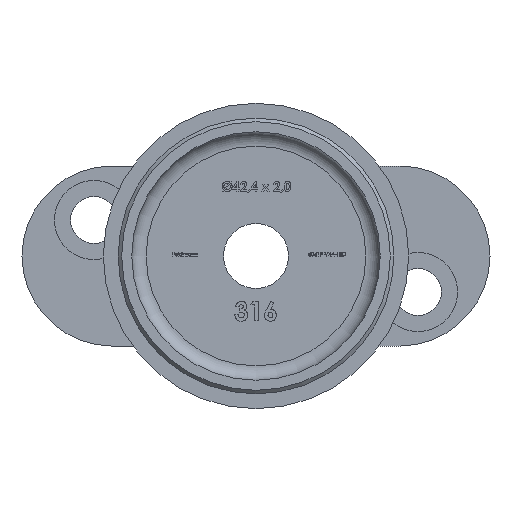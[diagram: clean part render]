
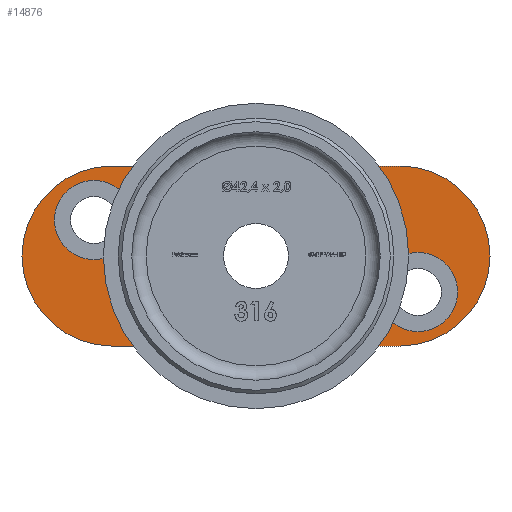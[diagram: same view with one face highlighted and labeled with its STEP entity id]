
A CAD part, front view. The second image highlights one B-rep face of the part: STEP entity #14876.
In plain terms, the highlighted planar face has unit normal (0, -1, 0).
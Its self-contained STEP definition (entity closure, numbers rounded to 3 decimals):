
#482 = VERTEX_POINT ( 'NONE', #21200 ) ;
#515 = DIRECTION ( 'NONE',  ( 0., 0., 1. ) ) ;
#758 = VECTOR ( 'NONE', #15431, 1000. ) ;
#812 = CARTESIAN_POINT ( 'NONE',  ( 0., -2.5, -32.5 ) ) ;
#1001 = CIRCLE ( 'NONE', #1470, 5.5 ) ;
#1066 = DIRECTION ( 'NONE',  ( 0., -1., 0. ) ) ;
#1136 = CARTESIAN_POINT ( 'NONE',  ( -5., -2.5, -22.5 ) ) ;
#1308 = VERTEX_POINT ( 'NONE', #17768 ) ;
#1470 = AXIS2_PLACEMENT_3D ( 'NONE', #9129, #1066, #14386 ) ;
#1936 = CARTESIAN_POINT ( 'NONE',  ( 0., -2.5, -20. ) ) ;
#1945 = CARTESIAN_POINT ( 'NONE',  ( -5., -2.5, -28. ) ) ;
#2074 = CARTESIAN_POINT ( 'NONE',  ( 0., -2.5, 32.5 ) ) ;
#2665 = DIRECTION ( 'NONE',  ( 0., 0., 1. ) ) ;
#2809 = VERTEX_POINT ( 'NONE', #2074 ) ;
#3119 = PLANE ( 'NONE',  #5451 ) ;
#3630 = CARTESIAN_POINT ( 'NONE',  ( 0., -2.5, 9. ) ) ;
#3702 = DIRECTION ( 'NONE',  ( 0., 0., 1. ) ) ;
#4127 = LINE ( 'NONE', #20763, #21247 ) ;
#4192 = FACE_OUTER_BOUND ( 'NONE', #19514, .T. ) ;
#4876 = ORIENTED_EDGE ( 'NONE', *, *, #5438, .T. ) ;
#5262 = EDGE_LOOP ( 'NONE', ( #6368 ) ) ;
#5407 = CARTESIAN_POINT ( 'NONE',  ( -12.5, -2.5, 32.5 ) ) ;
#5438 = EDGE_CURVE ( 'NONE', #14121, #7276, #13743, .T. ) ;
#5451 = AXIS2_PLACEMENT_3D ( 'NONE', #14759, #6250, #8124 ) ;
#5659 = CIRCLE ( 'NONE', #7068, 12.5 ) ;
#6250 = DIRECTION ( 'NONE',  ( 0., 1., 0. ) ) ;
#6368 = ORIENTED_EDGE ( 'NONE', *, *, #7172, .F. ) ;
#6594 = ORIENTED_EDGE ( 'NONE', *, *, #18237, .T. ) ;
#6991 = ORIENTED_EDGE ( 'NONE', *, *, #12887, .T. ) ;
#7068 = AXIS2_PLACEMENT_3D ( 'NONE', #9645, #21245, #21315 ) ;
#7077 = CARTESIAN_POINT ( 'NONE',  ( 0., -2.5, -20. ) ) ;
#7172 = EDGE_CURVE ( 'NONE', #10723, #10723, #1001, .T. ) ;
#7276 = VERTEX_POINT ( 'NONE', #19435 ) ;
#7945 = EDGE_CURVE ( 'NONE', #20820, #7276, #4127, .T. ) ;
#8087 = CARTESIAN_POINT ( 'NONE',  ( 0., -2.5, 20. ) ) ;
#8124 = DIRECTION ( 'NONE',  ( 0., 0., 1. ) ) ;
#8159 = CIRCLE ( 'NONE', #11726, 12.5 ) ;
#8181 = CIRCLE ( 'NONE', #19024, 12.5 ) ;
#8311 = DIRECTION ( 'NONE',  ( 0., 0., 1. ) ) ;
#8797 = CARTESIAN_POINT ( 'NONE',  ( 12.5, -2.5, 20. ) ) ;
#9048 = EDGE_CURVE ( 'NONE', #20820, #2809, #5659, .T. ) ;
#9129 = CARTESIAN_POINT ( 'NONE',  ( 5., -2.5, 22.5 ) ) ;
#9482 = ORIENTED_EDGE ( 'NONE', *, *, #9048, .T. ) ;
#9645 = CARTESIAN_POINT ( 'NONE',  ( 0., -2.5, 20. ) ) ;
#10723 = VERTEX_POINT ( 'NONE', #11250 ) ;
#10948 = CARTESIAN_POINT ( 'NONE',  ( 0., -2.5, 0. ) ) ;
#11250 = CARTESIAN_POINT ( 'NONE',  ( 5., -2.5, 17. ) ) ;
#11302 = AXIS2_PLACEMENT_3D ( 'NONE', #1136, #17991, #21027 ) ;
#11338 = DIRECTION ( 'NONE',  ( 0., 0., -1. ) ) ;
#11726 = AXIS2_PLACEMENT_3D ( 'NONE', #8087, #19626, #8311 ) ;
#12345 = EDGE_CURVE ( 'NONE', #1308, #482, #14034, .T. ) ;
#12887 = EDGE_CURVE ( 'NONE', #482, #14121, #8181, .T. ) ;
#13502 = CIRCLE ( 'NONE', #14080, 9. ) ;
#13583 = DIRECTION ( 'NONE',  ( 0., -1., 0. ) ) ;
#13682 = CIRCLE ( 'NONE', #11302, 5.5 ) ;
#13743 = CIRCLE ( 'NONE', #19371, 12.5 ) ;
#14034 = LINE ( 'NONE', #5407, #758 ) ;
#14080 = AXIS2_PLACEMENT_3D ( 'NONE', #10948, #21029, #2665 ) ;
#14121 = VERTEX_POINT ( 'NONE', #812 ) ;
#14386 = DIRECTION ( 'NONE',  ( 0., 0., -1. ) ) ;
#14759 = CARTESIAN_POINT ( 'NONE',  ( 12.5, -2.5, 32.5 ) ) ;
#14782 = ORIENTED_EDGE ( 'NONE', *, *, #19484, .F. ) ;
#14876 = ADVANCED_FACE ( 'NONE', ( #18235, #16954, #20541, #4192 ), #3119, .F. ) ;
#15224 = DIRECTION ( 'NONE',  ( 0., -1., 0. ) ) ;
#15261 = EDGE_LOOP ( 'NONE', ( #6594 ) ) ;
#15431 = DIRECTION ( 'NONE',  ( 0., 0., -1. ) ) ;
#16449 = ORIENTED_EDGE ( 'NONE', *, *, #19240, .T. ) ;
#16954 = FACE_BOUND ( 'NONE', #19940, .T. ) ;
#17768 = CARTESIAN_POINT ( 'NONE',  ( -12.5, -2.5, 20. ) ) ;
#17900 = ORIENTED_EDGE ( 'NONE', *, *, #12345, .T. ) ;
#17991 = DIRECTION ( 'NONE',  ( 0., -1., 0. ) ) ;
#18235 = FACE_BOUND ( 'NONE', #15261, .T. ) ;
#18237 = EDGE_CURVE ( 'NONE', #18786, #18786, #13502, .T. ) ;
#18786 = VERTEX_POINT ( 'NONE', #3630 ) ;
#19024 = AXIS2_PLACEMENT_3D ( 'NONE', #1936, #13583, #3702 ) ;
#19240 = EDGE_CURVE ( 'NONE', #2809, #1308, #8159, .T. ) ;
#19371 = AXIS2_PLACEMENT_3D ( 'NONE', #7077, #15224, #515 ) ;
#19435 = CARTESIAN_POINT ( 'NONE',  ( 12.5, -2.5, -20. ) ) ;
#19484 = EDGE_CURVE ( 'NONE', #19530, #19530, #13682, .T. ) ;
#19514 = EDGE_LOOP ( 'NONE', ( #17900, #6991, #4876, #19613, #9482, #16449 ) ) ;
#19530 = VERTEX_POINT ( 'NONE', #1945 ) ;
#19613 = ORIENTED_EDGE ( 'NONE', *, *, #7945, .F. ) ;
#19626 = DIRECTION ( 'NONE',  ( 0., -1., 0. ) ) ;
#19940 = EDGE_LOOP ( 'NONE', ( #14782 ) ) ;
#20541 = FACE_BOUND ( 'NONE', #5262, .T. ) ;
#20763 = CARTESIAN_POINT ( 'NONE',  ( 12.5, -2.5, 32.5 ) ) ;
#20820 = VERTEX_POINT ( 'NONE', #8797 ) ;
#21027 = DIRECTION ( 'NONE',  ( 0., 0., -1. ) ) ;
#21029 = DIRECTION ( 'NONE',  ( 0., 1., 0. ) ) ;
#21200 = CARTESIAN_POINT ( 'NONE',  ( -12.5, -2.5, -20. ) ) ;
#21245 = DIRECTION ( 'NONE',  ( 0., -1., 0. ) ) ;
#21247 = VECTOR ( 'NONE', #11338, 1000. ) ;
#21315 = DIRECTION ( 'NONE',  ( 0., 0., 1. ) ) ;
